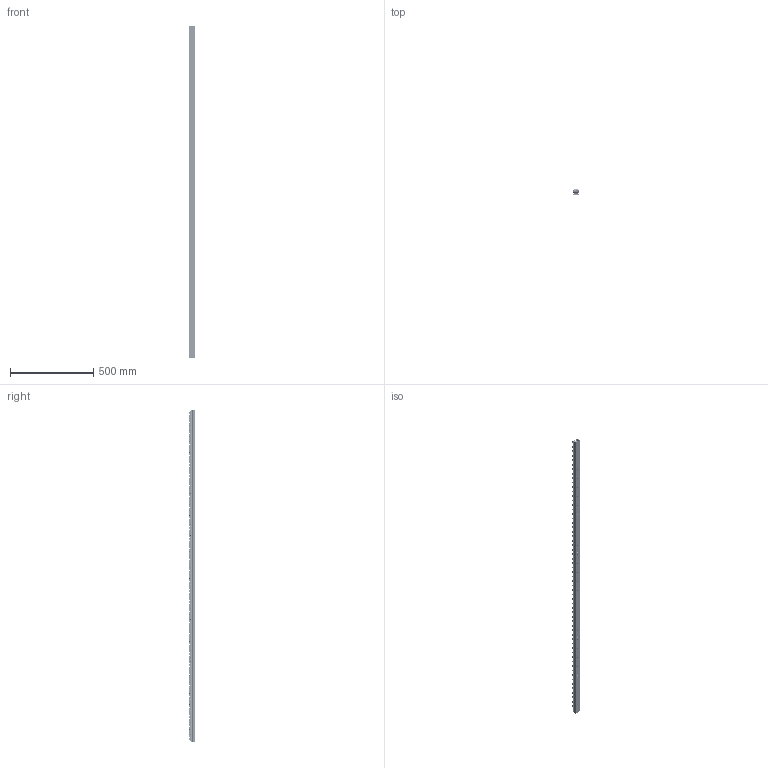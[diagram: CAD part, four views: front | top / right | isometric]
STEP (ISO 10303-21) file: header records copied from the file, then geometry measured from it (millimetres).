
FILE_DESCRIPTION(/* description */ ('KriTec Rollenbahn St D30/2, grau'),/* implementation_level */ '2;1');
FILE_NAME(/* name */ '22136_KriTec_Rollenbahn_St_D30_2_grau_1.stp',/* time_stamp */ '2021-04-26T10:07:24+02:00',/* author */ ('jendrek'),/* organization */ (''),/* preprocessor_version */ 'ST-DEVELOPER v17',/* originating_system */ 'Autodesk Inventor 2018',/* authorisation */ '');
FILE_SCHEMA (('AUTOMOTIVE_DESIGN { 1 0 10303 214 3 1 1 }'));
Length unit declared in the file: millimetre
Products named in the file (4): 22136; 2; 1; 3
Assembly tree (241 placements, depth 2):
  22136
    2
    1  x120
    3  x120
Bounding box: 35.65 x 34.68 x 2000 mm (x, y, z)
Volume: 627925.1 mm3; surface area: 971687.1 mm2
Topology: 242 solids, 242 shells, 7395 faces, 20254 edges, 13583 vertices
Faces by surface type: plane 4601, cylinder 1714, torus 840, cone 240
Full cylindrical faces by diameter (mm): 4 x241, 4.2 x240, 6 x120, 7 x120, 22 x120, 26 x120
Entity records: 87654 total; most frequent: CARTESIAN_POINT 35494, ORIENTED_EDGE 11710, DIRECTION 9942, EDGE_CURVE 5855, VERTEX_POINT 3944, AXIS2_PLACEMENT_3D 3859, LINE 2224, VECTOR 2224
